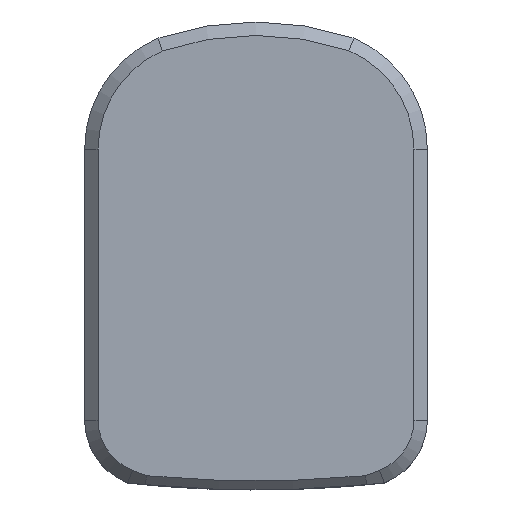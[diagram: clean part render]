
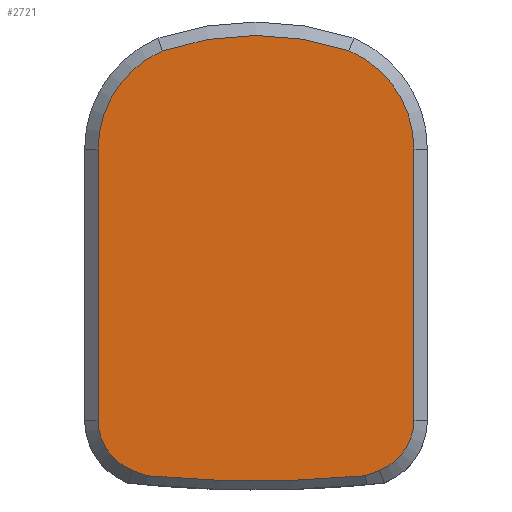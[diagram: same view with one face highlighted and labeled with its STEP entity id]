
A CAD part, top view. The second image highlights one B-rep face of the part: STEP entity #2721.
In plain terms, the highlighted planar face has unit normal (0, 0, 1).
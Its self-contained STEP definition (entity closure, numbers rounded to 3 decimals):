
#2062 = VERTEX_POINT('',#2063);
#2063 = CARTESIAN_POINT('',(27.558,5.3,33.));
#2068 = EDGE_CURVE('',#2062,#2069,#2071,.T.);
#2069 = VERTEX_POINT('',#2070);
#2070 = CARTESIAN_POINT('',(35.25,16.5,33.));
#2071 = CIRCLE('',#2072,12.);
#2072 = AXIS2_PLACEMENT_3D('',#2073,#2074,#2075);
#2073 = CARTESIAN_POINT('',(23.25,16.5,33.));
#2074 = DIRECTION('',(-0.,0.,1.));
#2075 = DIRECTION('',(0.359,-0.933,0.));
#2093 = EDGE_CURVE('',#2069,#2094,#2096,.T.);
#2094 = VERTEX_POINT('',#2095);
#2095 = CARTESIAN_POINT('',(35.25,77.,33.));
#2096 = LINE('',#2097,#2098);
#2097 = CARTESIAN_POINT('',(35.25,16.5,33.));
#2098 = VECTOR('',#2099,1.);
#2099 = DIRECTION('',(0.,1.,0.));
#2117 = VERTEX_POINT('',#2118);
#2118 = CARTESIAN_POINT('',(-24.364,4.071,33.));
#2126 = EDGE_CURVE('',#2117,#2127,#2129,.T.);
#2127 = VERTEX_POINT('',#2128);
#2128 = CARTESIAN_POINT('',(24.364,4.071,33.));
#2129 = CIRCLE('',#2130,258.);
#2130 = AXIS2_PLACEMENT_3D('',#2131,#2132,#2133);
#2131 = CARTESIAN_POINT('',(0.,260.918,33.));
#2132 = DIRECTION('',(0.,0.,1.));
#2133 = DIRECTION('',(-0.068,-0.998,0.));
#2152 = EDGE_CURVE('',#2153,#2117,#2155,.T.);
#2153 = VERTEX_POINT('',#2154);
#2154 = CARTESIAN_POINT('',(-27.558,5.3,33.));
#2155 = B_SPLINE_CURVE_WITH_KNOTS('',1,(#2156,#2157),.UNSPECIFIED.,.F.,
  .F.,(2,2),(264.505,275.022),.PIECEWISE_BEZIER_KNOTS.);
#2156 = CARTESIAN_POINT('',(-27.558,5.3,33.));
#2157 = CARTESIAN_POINT('',(-17.743,1.524,33.));
#2174 = EDGE_CURVE('',#2127,#2062,#2175,.T.);
#2175 = B_SPLINE_CURVE_WITH_KNOTS('',1,(#2176,#2177),.UNSPECIFIED.,.F.,
  .F.,(2,2),(-10.517,0.),.PIECEWISE_BEZIER_KNOTS.);
#2176 = CARTESIAN_POINT('',(17.743,1.524,33.));
#2177 = CARTESIAN_POINT('',(27.558,5.3,33.));
#2191 = EDGE_CURVE('',#2094,#2192,#2194,.T.);
#2192 = VERTEX_POINT('',#2193);
#2193 = CARTESIAN_POINT('',(20.703,98.977,33.));
#2194 = CIRCLE('',#2195,23.875);
#2195 = AXIS2_PLACEMENT_3D('',#2196,#2197,#2198);
#2196 = CARTESIAN_POINT('',(11.375,77.,33.));
#2197 = DIRECTION('',(0.,0.,1.));
#2198 = DIRECTION('',(1.,0.,0.));
#2216 = EDGE_CURVE('',#2192,#2217,#2219,.T.);
#2217 = VERTEX_POINT('',#2218);
#2218 = CARTESIAN_POINT('',(-20.91,98.898,33.));
#2219 = CIRCLE('',#2220,65.);
#2220 = AXIS2_PLACEMENT_3D('',#2221,#2222,#2223);
#2221 = CARTESIAN_POINT('',(0.,37.354,33.));
#2222 = DIRECTION('',(0.,-0.,1.));
#2223 = DIRECTION('',(0.322,0.947,0.));
#2241 = EDGE_CURVE('',#2217,#2242,#2244,.T.);
#2242 = VERTEX_POINT('',#2243);
#2243 = CARTESIAN_POINT('',(-35.25,77.,33.));
#2244 = CIRCLE('',#2245,23.875);
#2245 = AXIS2_PLACEMENT_3D('',#2246,#2247,#2248);
#2246 = CARTESIAN_POINT('',(-11.375,77.,33.));
#2247 = DIRECTION('',(0.,0.,1.));
#2248 = DIRECTION('',(-0.391,0.921,0.));
#2266 = EDGE_CURVE('',#2242,#2267,#2269,.T.);
#2267 = VERTEX_POINT('',#2268);
#2268 = CARTESIAN_POINT('',(-35.25,16.5,33.));
#2269 = LINE('',#2270,#2271);
#2270 = CARTESIAN_POINT('',(-35.25,77.,33.));
#2271 = VECTOR('',#2272,1.);
#2272 = DIRECTION('',(0.,-1.,0.));
#2534 = EDGE_CURVE('',#2267,#2153,#2535,.T.);
#2535 = CIRCLE('',#2536,12.);
#2536 = AXIS2_PLACEMENT_3D('',#2537,#2538,#2539);
#2537 = CARTESIAN_POINT('',(-23.25,16.5,33.));
#2538 = DIRECTION('',(0.,0.,1.));
#2539 = DIRECTION('',(-1.,0.,0.));
#2721 = ADVANCED_FACE('',(#2722),#2734,.T.);
#2722 = FACE_BOUND('',#2723,.T.);
#2723 = EDGE_LOOP('',(#2724,#2725,#2726,#2727,#2728,#2729,#2730,#2731,
    #2732,#2733));
#2724 = ORIENTED_EDGE('',*,*,#2152,.T.);
#2725 = ORIENTED_EDGE('',*,*,#2126,.T.);
#2726 = ORIENTED_EDGE('',*,*,#2174,.T.);
#2727 = ORIENTED_EDGE('',*,*,#2068,.T.);
#2728 = ORIENTED_EDGE('',*,*,#2093,.T.);
#2729 = ORIENTED_EDGE('',*,*,#2191,.T.);
#2730 = ORIENTED_EDGE('',*,*,#2216,.T.);
#2731 = ORIENTED_EDGE('',*,*,#2241,.T.);
#2732 = ORIENTED_EDGE('',*,*,#2266,.T.);
#2733 = ORIENTED_EDGE('',*,*,#2534,.T.);
#2734 = PLANE('',#2735);
#2735 = AXIS2_PLACEMENT_3D('',#2736,#2737,#2738);
#2736 = CARTESIAN_POINT('',(0.,50.898,33.));
#2737 = DIRECTION('',(0.,0.,1.));
#2738 = DIRECTION('',(1.,0.,0.));
